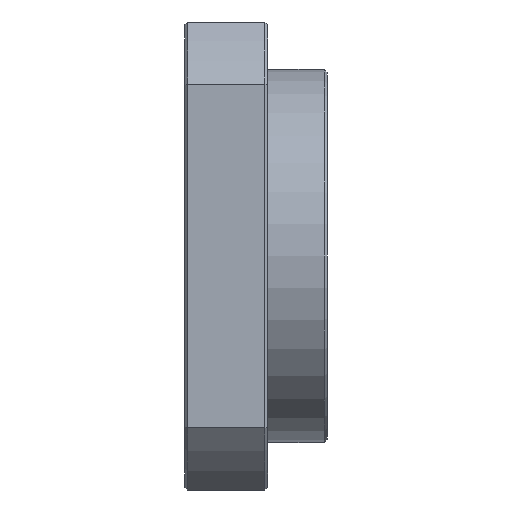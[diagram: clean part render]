
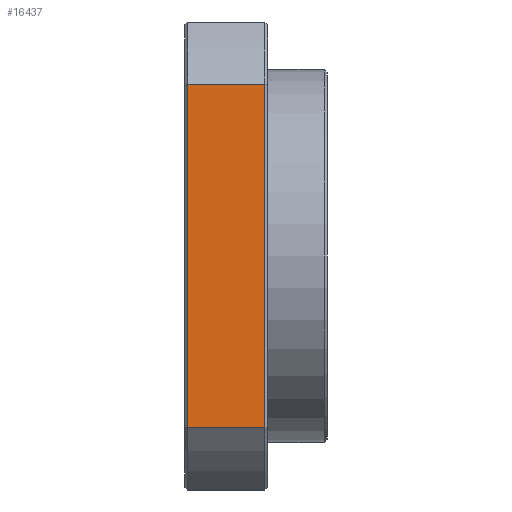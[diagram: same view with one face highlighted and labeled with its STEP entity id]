
A CAD part, front view. The second image highlights one B-rep face of the part: STEP entity #16437.
In plain terms, the highlighted planar face has unit normal (0, -1, 0).
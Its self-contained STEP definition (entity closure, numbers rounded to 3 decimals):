
#807 = CARTESIAN_POINT ( 'NONE',  ( 0.5, -39.5, 28.996 ) ) ;
#1393 = CARTESIAN_POINT ( 'NONE',  ( 13.5, -39.5, -28.996 ) ) ;
#1398 = DIRECTION ( 'NONE',  ( 0., -1., 0. ) ) ;
#1426 = CARTESIAN_POINT ( 'NONE',  ( 13.5, -39.5, 28.996 ) ) ;
#2757 = LINE ( 'NONE', #17430, #16294 ) ;
#5084 = LINE ( 'NONE', #807, #8223 ) ;
#5325 = PLANE ( 'NONE',  #13566 ) ;
#5678 = ORIENTED_EDGE ( 'NONE', *, *, #18830, .T. ) ;
#6519 = VECTOR ( 'NONE', #13373, 1000. ) ;
#7455 = CARTESIAN_POINT ( 'NONE',  ( 13.5, -39.5, 28.996 ) ) ;
#8082 = CARTESIAN_POINT ( 'NONE',  ( 13.5, -39.5, -28.996 ) ) ;
#8223 = VECTOR ( 'NONE', #12764, 1000. ) ;
#8262 = CARTESIAN_POINT ( 'NONE',  ( 0.5, -39.5, -28.996 ) ) ;
#8285 = CARTESIAN_POINT ( 'NONE',  ( 0.5, -39.5, 28.996 ) ) ;
#8591 = CARTESIAN_POINT ( 'NONE',  ( 50., -39.5, -39.5 ) ) ;
#9579 = ORIENTED_EDGE ( 'NONE', *, *, #19069, .T. ) ;
#10317 = DIRECTION ( 'NONE',  ( 1., 0., 0. ) ) ;
#10680 = VERTEX_POINT ( 'NONE', #8262 ) ;
#10779 = ORIENTED_EDGE ( 'NONE', *, *, #14670, .T. ) ;
#12075 = EDGE_CURVE ( 'NONE', #18476, #12416, #14825, .T. ) ;
#12174 = DIRECTION ( 'NONE',  ( 0., 0., 1. ) ) ;
#12416 = VERTEX_POINT ( 'NONE', #8285 ) ;
#12764 = DIRECTION ( 'NONE',  ( 0., 0., -1. ) ) ;
#13373 = DIRECTION ( 'NONE',  ( -1., 0., 0. ) ) ;
#13471 = EDGE_LOOP ( 'NONE', ( #18140, #5678, #9579, #10779 ) ) ;
#13566 = AXIS2_PLACEMENT_3D ( 'NONE', #8591, #1398, #18992 ) ;
#14670 = EDGE_CURVE ( 'NONE', #16936, #18476, #16356, .T. ) ;
#14825 = LINE ( 'NONE', #7455, #6519 ) ;
#16264 = FACE_OUTER_BOUND ( 'NONE', #13471, .T. ) ;
#16294 = VECTOR ( 'NONE', #10317, 1000. ) ;
#16356 = LINE ( 'NONE', #1393, #17632 ) ;
#16437 = ADVANCED_FACE ( 'NONE', ( #16264 ), #5325, .T. ) ;
#16936 = VERTEX_POINT ( 'NONE', #8082 ) ;
#17430 = CARTESIAN_POINT ( 'NONE',  ( 0.5, -39.5, -28.996 ) ) ;
#17632 = VECTOR ( 'NONE', #12174, 1000. ) ;
#18140 = ORIENTED_EDGE ( 'NONE', *, *, #12075, .T. ) ;
#18476 = VERTEX_POINT ( 'NONE', #1426 ) ;
#18830 = EDGE_CURVE ( 'NONE', #12416, #10680, #5084, .T. ) ;
#18992 = DIRECTION ( 'NONE',  ( 0., 0., -1. ) ) ;
#19069 = EDGE_CURVE ( 'NONE', #10680, #16936, #2757, .T. ) ;
